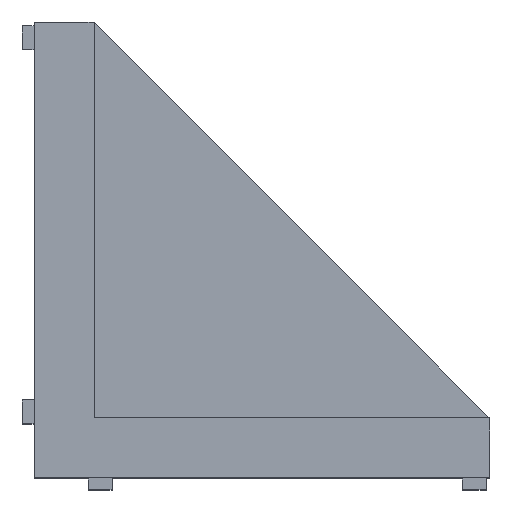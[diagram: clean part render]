
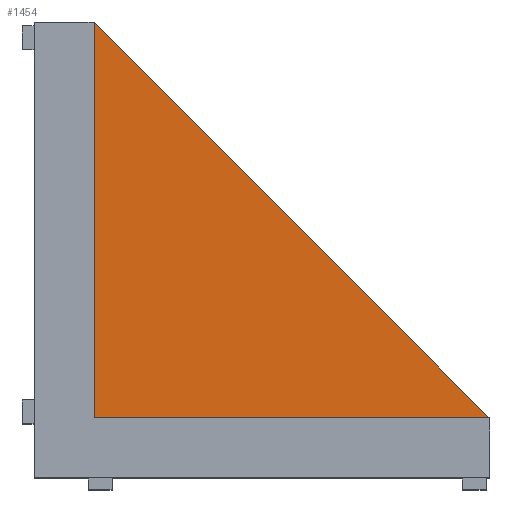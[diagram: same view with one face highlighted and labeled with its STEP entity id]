
A CAD part, top view. The second image highlights one B-rep face of the part: STEP entity #1454.
In plain terms, the highlighted planar face has unit normal (0, 0, 1).
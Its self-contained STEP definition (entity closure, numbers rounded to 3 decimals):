
#64 = EDGE_CURVE ( 'NONE', #1487, #1427, #1190, .T. ) ;
#80 = LINE ( 'NONE', #348, #288 ) ;
#102 = ORIENTED_EDGE ( 'NONE', *, *, #1591, .F. ) ;
#107 = FACE_OUTER_BOUND ( 'NONE', #220, .T. ) ;
#139 = DIRECTION ( 'NONE',  ( 0., 0., 1. ) ) ;
#148 = ORIENTED_EDGE ( 'NONE', *, *, #903, .F. ) ;
#220 = EDGE_LOOP ( 'NONE', ( #1219, #148, #102 ) ) ;
#265 = CARTESIAN_POINT ( 'NONE',  ( 5., 5., 3. ) ) ;
#288 = VECTOR ( 'NONE', #1082, 1000. ) ;
#348 = CARTESIAN_POINT ( 'NONE',  ( 5., 5., 3. ) ) ;
#464 = VERTEX_POINT ( 'NONE', #265 ) ;
#591 = VECTOR ( 'NONE', #1044, 1000. ) ;
#849 = CARTESIAN_POINT ( 'NONE',  ( 5., 38., 3. ) ) ;
#903 = EDGE_CURVE ( 'NONE', #464, #1487, #1245, .T. ) ;
#1044 = DIRECTION ( 'NONE',  ( 0.707, -0.707, 0. ) ) ;
#1082 = DIRECTION ( 'NONE',  ( -1., 0., 0. ) ) ;
#1109 = PLANE ( 'NONE',  #1485 ) ;
#1190 = LINE ( 'NONE', #1213, #591 ) ;
#1213 = CARTESIAN_POINT ( 'NONE',  ( 5., 38., 3. ) ) ;
#1219 = ORIENTED_EDGE ( 'NONE', *, *, #64, .F. ) ;
#1245 = LINE ( 'NONE', #849, #1658 ) ;
#1266 = DIRECTION ( 'NONE',  ( 0., 1., 0. ) ) ;
#1402 = DIRECTION ( 'NONE',  ( 1., 0., 0. ) ) ;
#1423 = CARTESIAN_POINT ( 'NONE',  ( 0., 0., 3. ) ) ;
#1427 = VERTEX_POINT ( 'NONE', #1711 ) ;
#1454 = ADVANCED_FACE ( 'NONE', ( #107 ), #1109, .T. ) ;
#1485 = AXIS2_PLACEMENT_3D ( 'NONE', #1423, #139, #1402 ) ;
#1487 = VERTEX_POINT ( 'NONE', #1847 ) ;
#1591 = EDGE_CURVE ( 'NONE', #1427, #464, #80, .T. ) ;
#1658 = VECTOR ( 'NONE', #1266, 1000. ) ;
#1711 = CARTESIAN_POINT ( 'NONE',  ( 38., 5., 3. ) ) ;
#1847 = CARTESIAN_POINT ( 'NONE',  ( 5., 38., 3. ) ) ;
